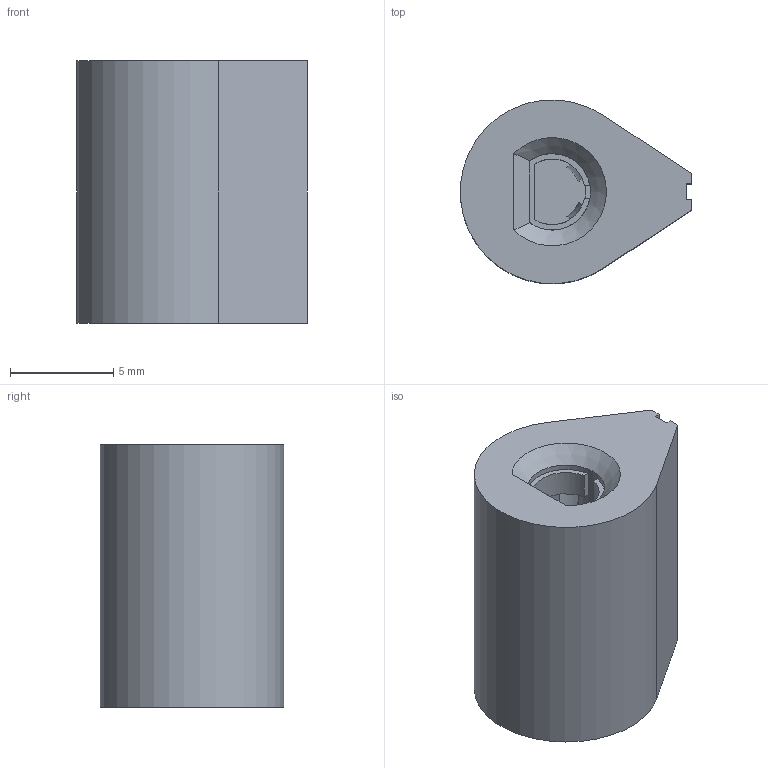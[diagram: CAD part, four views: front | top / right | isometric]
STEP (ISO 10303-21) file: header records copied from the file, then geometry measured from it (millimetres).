
FILE_DESCRIPTION((''),'2;1');
FILE_NAME('11K5017-JCXX_ASM','2014-09-11T',('gdreher'),(''),'PRO/ENGINEER BY PARAMETRIC TECHNOLOGY CORPORATION, 2011490','PRO/ENGINEER BY PARAMETRIC TECHNOLOGY CORPORATION, 2011490','');
FILE_SCHEMA(('CONFIG_CONTROL_DESIGN'));
Length unit declared in the file: inch
Products named in the file (3): 11Z5017-5; 11K5023; 11K5017-JCXX_ASM
Assembly tree (2 placements, depth 2):
  11K5017-JCXX_ASM
    11Z5017-5
    11K5023
Bounding box: 11.16 x 8.87 x 12.7 mm (x, y, z)
Volume: 831.9 mm3; surface area: 738.6 mm2
Topology: 2 solids, 2 shells, 80 faces, 216 edges, 138 vertices
Faces by surface type: plane 56, cone 13, cylinder 7, torus 4
Entity records: 2637 total; most frequent: CARTESIAN_POINT 531, ORIENTED_EDGE 432, DIRECTION 417, EDGE_CURVE 216, AXIS2_PLACEMENT_3D 140, VERTEX_POINT 138, VECTOR 137, LINE 137
